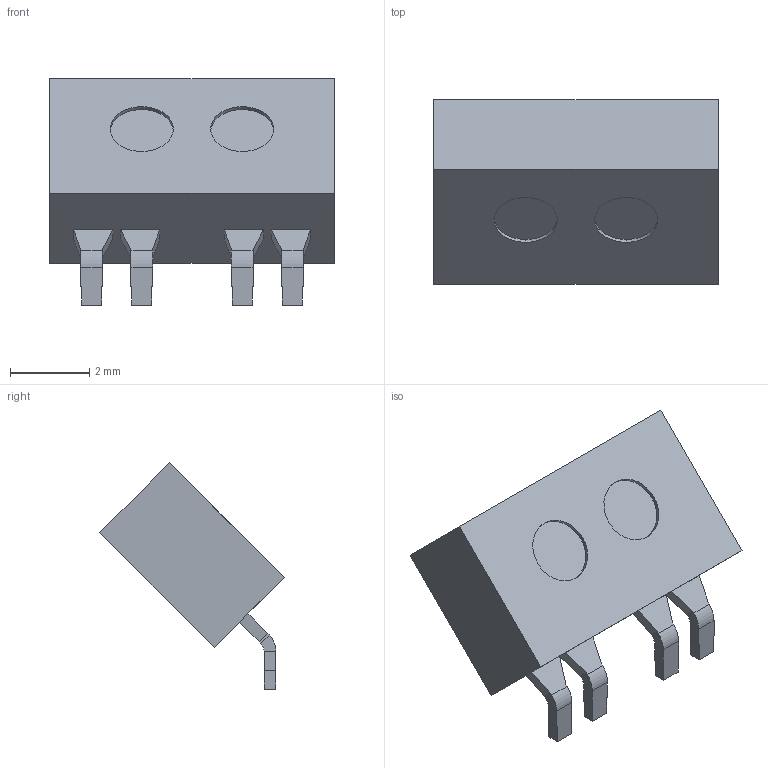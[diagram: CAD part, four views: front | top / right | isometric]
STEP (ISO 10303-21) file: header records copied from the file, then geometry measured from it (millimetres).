
FILE_DESCRIPTION (( 'STEP AP214' ), '1' );
FILE_NAME ('TCRT1000-S -45-S.STEP', '2011-12-02T22:59:41', ( '' ), ( '' ), 'SwSTEP 2.0', 'SolidWorks 2011', '' );
FILE_SCHEMA (( 'AUTOMOTIVE_DESIGN' ));
Length unit declared in the file: millimetre
Products named in the file (1): TCRT1000-S -45-S
Bounding box: 7.2 x 4.67 x 5.73 mm (x, y, z)
Volume: 74.9 mm3; surface area: 131.1 mm2
Topology: 1 solids, 1 shells, 88 faces, 208 edges, 128 vertices
Faces by surface type: plane 76, cylinder 12
Entity records: 3220 total; most frequent: CARTESIAN_POINT 425, ORIENTED_EDGE 416, DIRECTION 410, EDGE_CURVE 208, VECTOR 184, LINE 184, VERTEX_POINT 128, AXIS2_PLACEMENT_3D 113
